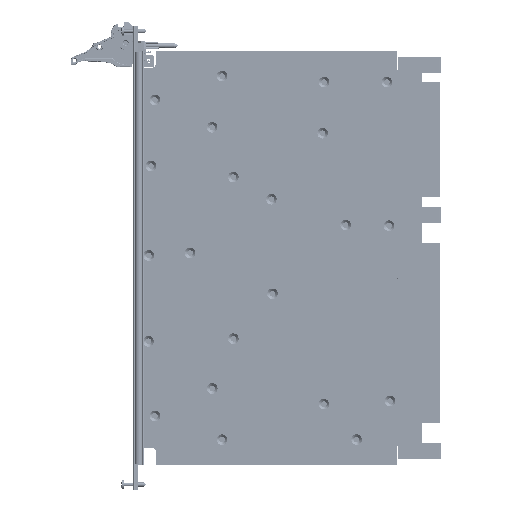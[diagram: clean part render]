
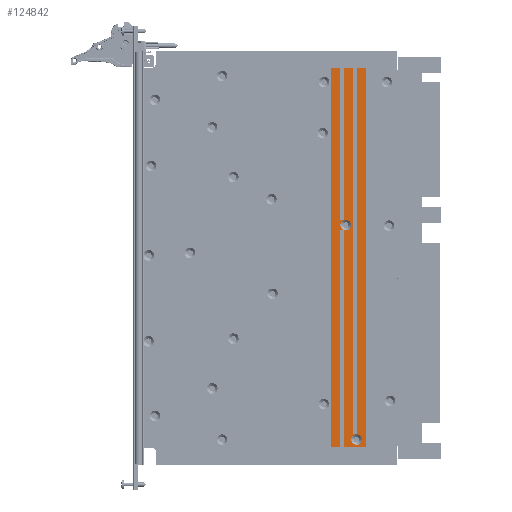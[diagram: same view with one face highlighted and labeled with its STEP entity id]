
A CAD part, front view. The second image highlights one B-rep face of the part: STEP entity #124842.
In plain terms, the highlighted planar face has unit normal (0, -1, 0).
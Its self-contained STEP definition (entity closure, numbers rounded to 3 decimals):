
#9734=CIRCLE('',#165846,3.);
#9735=CIRCLE('',#165847,3.);
#43936=ORIENTED_EDGE('',*,*,#62172,.F.);
#43937=ORIENTED_EDGE('',*,*,#61879,.F.);
#43938=ORIENTED_EDGE('',*,*,#62173,.T.);
#43939=ORIENTED_EDGE('',*,*,#61921,.T.);
#43940=ORIENTED_EDGE('',*,*,#62174,.F.);
#43941=ORIENTED_EDGE('',*,*,#61909,.F.);
#43942=ORIENTED_EDGE('',*,*,#62175,.T.);
#43943=ORIENTED_EDGE('',*,*,#62176,.T.);
#43944=ORIENTED_EDGE('',*,*,#62177,.T.);
#43945=ORIENTED_EDGE('',*,*,#61911,.F.);
#43946=ORIENTED_EDGE('',*,*,#62178,.F.);
#43947=ORIENTED_EDGE('',*,*,#61925,.T.);
#43948=ORIENTED_EDGE('',*,*,#62179,.T.);
#43949=ORIENTED_EDGE('',*,*,#62180,.F.);
#43950=ORIENTED_EDGE('',*,*,#62181,.T.);
#43951=ORIENTED_EDGE('',*,*,#61884,.T.);
#43952=ORIENTED_EDGE('',*,*,#62182,.F.);
#43953=ORIENTED_EDGE('',*,*,#62183,.T.);
#43954=ORIENTED_EDGE('',*,*,#62184,.T.);
#61879=EDGE_CURVE('',#73827,#73825,#84575,.T.);
#61884=EDGE_CURVE('',#73831,#73830,#84580,.T.);
#61909=EDGE_CURVE('',#73855,#73853,#84605,.T.);
#61911=EDGE_CURVE('',#73856,#73858,#84607,.T.);
#61921=EDGE_CURVE('',#73865,#73864,#84617,.T.);
#61925=EDGE_CURVE('',#73866,#73867,#84621,.T.);
#62172=EDGE_CURVE('',#73825,#74054,#84826,.T.);
#62173=EDGE_CURVE('',#73827,#73865,#84827,.T.);
#62174=EDGE_CURVE('',#73853,#73864,#84828,.T.);
#62175=EDGE_CURVE('',#73855,#74055,#84829,.T.);
#62176=EDGE_CURVE('',#74055,#74056,#84830,.T.);
#62177=EDGE_CURVE('',#74056,#73858,#84831,.T.);
#62178=EDGE_CURVE('',#73866,#73856,#84832,.T.);
#62179=EDGE_CURVE('',#73867,#74057,#84833,.T.);
#62180=EDGE_CURVE('',#74058,#74057,#84834,.T.);
#62181=EDGE_CURVE('',#74058,#73831,#84835,.T.);
#62182=EDGE_CURVE('',#74054,#73830,#84836,.T.);
#62183=EDGE_CURVE('',#74054,#74054,#9734,.T.);
#62184=EDGE_CURVE('',#74059,#74059,#9735,.T.);
#73825=VERTEX_POINT('',#268147);
#73827=VERTEX_POINT('',#268151);
#73830=VERTEX_POINT('',#268161);
#73831=VERTEX_POINT('',#268163);
#73853=VERTEX_POINT('',#268213);
#73855=VERTEX_POINT('',#268217);
#73856=VERTEX_POINT('',#268221);
#73858=VERTEX_POINT('',#268224);
#73864=VERTEX_POINT('',#268242);
#73865=VERTEX_POINT('',#268244);
#73866=VERTEX_POINT('',#268248);
#73867=VERTEX_POINT('',#268250);
#74054=VERTEX_POINT('',#268735);
#74055=VERTEX_POINT('',#268739);
#74056=VERTEX_POINT('',#268741);
#74057=VERTEX_POINT('',#268745);
#74058=VERTEX_POINT('',#268747);
#74059=VERTEX_POINT('',#268752);
#84575=LINE('',#268152,#95379);
#84580=LINE('',#268162,#95384);
#84605=LINE('',#268218,#95409);
#84607=LINE('',#268223,#95411);
#84617=LINE('',#268243,#95421);
#84621=LINE('',#268251,#95425);
#84826=LINE('',#268734,#95630);
#84827=LINE('',#268736,#95631);
#84828=LINE('',#268737,#95632);
#84829=LINE('',#268738,#95633);
#84830=LINE('',#268740,#95634);
#84831=LINE('',#268742,#95635);
#84832=LINE('',#268743,#95636);
#84833=LINE('',#268744,#95637);
#84834=LINE('',#268746,#95638);
#84835=LINE('',#268748,#95639);
#84836=LINE('',#268749,#95640);
#95379=VECTOR('',#196383,1000.);
#95384=VECTOR('',#196392,1000.);
#95409=VECTOR('',#196429,1000.);
#95411=VECTOR('',#196433,1000.);
#95421=VECTOR('',#196449,1000.);
#95425=VECTOR('',#196455,1000.);
#95630=VECTOR('',#196844,1000.);
#95631=VECTOR('',#196845,1000.);
#95632=VECTOR('',#196846,1000.);
#95633=VECTOR('',#196847,1000.);
#95634=VECTOR('',#196848,1000.);
#95635=VECTOR('',#196849,1000.);
#95636=VECTOR('',#196850,1000.);
#95637=VECTOR('',#196851,1000.);
#95638=VECTOR('',#196852,1000.);
#95639=VECTOR('',#196853,1000.);
#95640=VECTOR('',#196854,1000.);
#104504=EDGE_LOOP('',(#43936,#43937,#43938,#43939,#43940,#43941,#43942,
#43943,#43944,#43945,#43946,#43947,#43948,#43949,#43950,#43951,#43952,#43953));
#104505=EDGE_LOOP('',(#43954));
#113432=FACE_BOUND('',#104504,.T.);
#113433=FACE_BOUND('',#104505,.T.);
#117847=PLANE('',#165845);
#124842=ADVANCED_FACE('',(#113432,#113433),#117847,.T.);
#165845=AXIS2_PLACEMENT_3D('',#268733,#196842,#196843);
#165846=AXIS2_PLACEMENT_3D('',#268750,#196855,#196856);
#165847=AXIS2_PLACEMENT_3D('',#268751,#196857,#196858);
#196383=DIRECTION('',(0.,0.,-1.));
#196392=DIRECTION('',(0.,0.,-1.));
#196429=DIRECTION('',(0.,0.,-1.));
#196433=DIRECTION('',(0.,0.,-1.));
#196449=DIRECTION('',(0.,0.,-1.));
#196455=DIRECTION('',(0.,0.,-1.));
#196842=DIRECTION('',(0.,-1.,0.));
#196843=DIRECTION('',(0.,0.,-1.));
#196844=DIRECTION('',(1.,0.,0.));
#196845=DIRECTION('',(-1.,0.,0.));
#196846=DIRECTION('',(1.,0.,0.));
#196847=DIRECTION('',(-1.,0.,0.));
#196848=DIRECTION('',(0.,0.,-1.));
#196849=DIRECTION('',(1.,0.,0.));
#196850=DIRECTION('',(-1.,0.,0.));
#196851=DIRECTION('',(1.,0.,0.));
#196852=DIRECTION('',(0.,0.,-1.));
#196853=DIRECTION('',(-1.,0.,0.));
#196854=DIRECTION('',(1.,0.,0.));
#196855=DIRECTION('',(0.,1.,0.));
#196856=DIRECTION('',(0.,0.,1.));
#196857=DIRECTION('',(0.,1.,0.));
#196858=DIRECTION('',(0.,0.,1.));
#268147=CARTESIAN_POINT('',(40.141,-4.,-99.475));
#268151=CARTESIAN_POINT('',(40.141,-4.,106.875));
#268152=CARTESIAN_POINT('',(40.141,-4.,106.875));
#268161=CARTESIAN_POINT('',(42.141,-4.,-99.475));
#268162=CARTESIAN_POINT('',(42.141,-4.,106.875));
#268163=CARTESIAN_POINT('',(42.141,-4.,106.875));
#268213=CARTESIAN_POINT('',(32.715,-4.,21.48));
#268217=CARTESIAN_POINT('',(32.715,-4.,106.875));
#268218=CARTESIAN_POINT('',(32.715,-4.,106.875));
#268221=CARTESIAN_POINT('',(32.715,-4.,15.48));
#268223=CARTESIAN_POINT('',(32.715,-4.,106.875));
#268224=CARTESIAN_POINT('',(32.715,-4.,-106.875));
#268242=CARTESIAN_POINT('',(34.715,-4.,21.48));
#268243=CARTESIAN_POINT('',(34.715,-4.,106.875));
#268244=CARTESIAN_POINT('',(34.715,-4.,106.875));
#268248=CARTESIAN_POINT('',(34.715,-4.,15.48));
#268250=CARTESIAN_POINT('',(34.715,-4.,-106.875));
#268251=CARTESIAN_POINT('',(34.715,-4.,106.875));
#268733=CARTESIAN_POINT('',(0.,-4.,0.));
#268734=CARTESIAN_POINT('',(37.919,-4.,-99.475));
#268735=CARTESIAN_POINT('',(42.02,-4.,-99.475));
#268736=CARTESIAN_POINT('',(-78.68,-4.,106.875));
#268737=CARTESIAN_POINT('',(32.073,-4.,21.48));
#268738=CARTESIAN_POINT('',(-78.68,-4.,106.875));
#268739=CARTESIAN_POINT('',(27.289,-4.,106.875));
#268740=CARTESIAN_POINT('',(27.289,-4.,106.875));
#268741=CARTESIAN_POINT('',(27.289,-4.,-106.875));
#268742=CARTESIAN_POINT('',(-78.68,-4.,-106.875));
#268743=CARTESIAN_POINT('',(39.58,-4.,15.48));
#268744=CARTESIAN_POINT('',(-78.68,-4.,-106.875));
#268745=CARTESIAN_POINT('',(47.568,-4.,-106.875));
#268746=CARTESIAN_POINT('',(47.568,-4.,106.875));
#268747=CARTESIAN_POINT('',(47.568,-4.,106.875));
#268748=CARTESIAN_POINT('',(-78.68,-4.,106.875));
#268749=CARTESIAN_POINT('',(37.919,-4.,-99.475));
#268750=CARTESIAN_POINT('',(42.02,-4.,-102.475));
#268751=CARTESIAN_POINT('',(35.826,-4.,18.48));
#268752=CARTESIAN_POINT('',(35.826,-4.,21.48));
